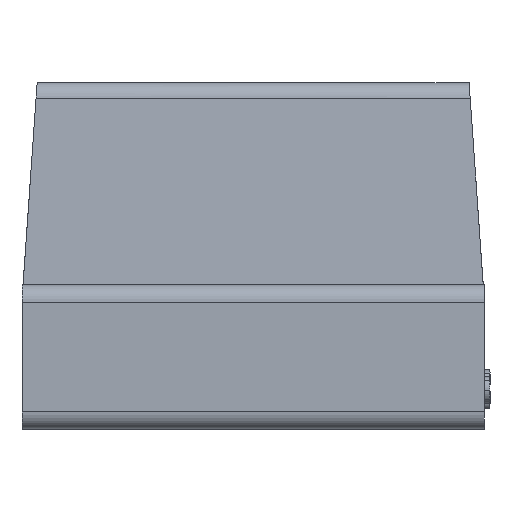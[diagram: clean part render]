
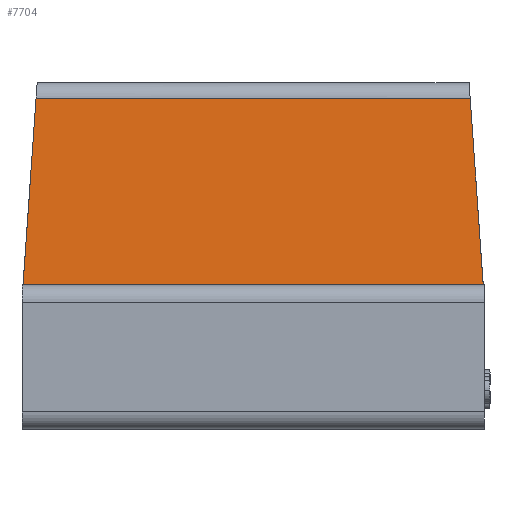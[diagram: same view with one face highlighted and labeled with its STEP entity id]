
A CAD part, left-side view. The second image highlights one B-rep face of the part: STEP entity #7704.
In plain terms, the highlighted planar face has unit normal (-0.998, 0, 0.07).
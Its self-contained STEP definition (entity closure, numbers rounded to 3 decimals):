
#107 = DIRECTION ( 'NONE',  ( -0.998, 0., 0.07 ) ) ;
#167 = DIRECTION ( 'NONE',  ( 0.07, 0., 0.998 ) ) ;
#659 = CARTESIAN_POINT ( 'NONE',  ( -0.6, -0.4, 0.2 ) ) ;
#669 = VERTEX_POINT ( 'NONE', #6426 ) ;
#903 = CARTESIAN_POINT ( 'NONE',  ( -0.6, -0.4, 0.2 ) ) ;
#2452 = VECTOR ( 'NONE', #4863, 1000. ) ;
#2866 = CARTESIAN_POINT ( 'NONE',  ( -0.576, 0.376, 0.547 ) ) ;
#2916 = DIRECTION ( 'NONE',  ( 0., -1., 0. ) ) ;
#3056 = LINE ( 'NONE', #903, #5766 ) ;
#4374 = DIRECTION ( 'NONE',  ( -0.07, -0.07, -0.995 ) ) ;
#4416 = CARTESIAN_POINT ( 'NONE',  ( -0.576, 0.374, 0.547 ) ) ;
#4763 = VECTOR ( 'NONE', #10408, 1000. ) ;
#4863 = DIRECTION ( 'NONE',  ( -0.07, 0.07, -0.995 ) ) ;
#5134 = VERTEX_POINT ( 'NONE', #659 ) ;
#5368 = LINE ( 'NONE', #7422, #8621 ) ;
#5538 = LINE ( 'NONE', #4416, #4763 ) ;
#5766 = VECTOR ( 'NONE', #2916, 1000. ) ;
#5845 = CARTESIAN_POINT ( 'NONE',  ( -0.596, 0.396, 0.255 ) ) ;
#6041 = EDGE_CURVE ( 'NONE', #9809, #669, #11727, .T. ) ;
#6411 = AXIS2_PLACEMENT_3D ( 'NONE', #10225, #107, #167 ) ;
#6426 = CARTESIAN_POINT ( 'NONE',  ( -0.6, 0.4, 0.2 ) ) ;
#7192 = EDGE_CURVE ( 'NONE', #10622, #9809, #5538, .T. ) ;
#7422 = CARTESIAN_POINT ( 'NONE',  ( -0.594, -0.394, 0.283 ) ) ;
#7608 = CARTESIAN_POINT ( 'NONE',  ( -0.576, -0.376, 0.547 ) ) ;
#7704 = ADVANCED_FACE ( 'NONE', ( #8072 ), #10022, .T. ) ;
#8072 = FACE_OUTER_BOUND ( 'NONE', #9444, .T. ) ;
#8532 = ORIENTED_EDGE ( 'NONE', *, *, #10264, .F. ) ;
#8546 = EDGE_CURVE ( 'NONE', #669, #5134, #3056, .T. ) ;
#8621 = VECTOR ( 'NONE', #4374, 1000. ) ;
#9444 = EDGE_LOOP ( 'NONE', ( #8532, #11412, #12153, #12311 ) ) ;
#9809 = VERTEX_POINT ( 'NONE', #2866 ) ;
#10022 = PLANE ( 'NONE',  #6411 ) ;
#10225 = CARTESIAN_POINT ( 'NONE',  ( -0.6, -0.4, 0.2 ) ) ;
#10264 = EDGE_CURVE ( 'NONE', #10622, #5134, #5368, .T. ) ;
#10408 = DIRECTION ( 'NONE',  ( 0., 1., 0. ) ) ;
#10622 = VERTEX_POINT ( 'NONE', #7608 ) ;
#11412 = ORIENTED_EDGE ( 'NONE', *, *, #7192, .T. ) ;
#11727 = LINE ( 'NONE', #5845, #2452 ) ;
#12153 = ORIENTED_EDGE ( 'NONE', *, *, #6041, .T. ) ;
#12311 = ORIENTED_EDGE ( 'NONE', *, *, #8546, .T. ) ;
